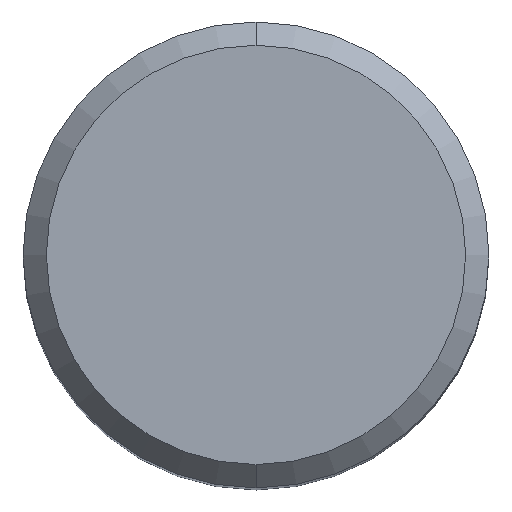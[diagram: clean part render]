
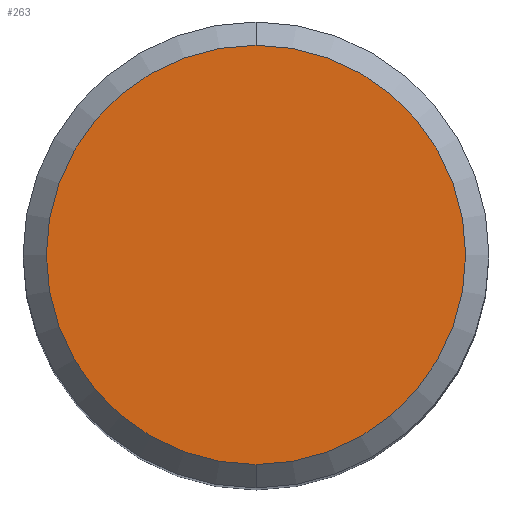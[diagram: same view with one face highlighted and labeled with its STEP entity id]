
A CAD part, top view. The second image highlights one B-rep face of the part: STEP entity #263.
In plain terms, the highlighted planar face has unit normal (0, 0, 1).
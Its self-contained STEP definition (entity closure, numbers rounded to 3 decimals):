
#223=EDGE_CURVE('',#321,#311,#528,.T.);
#263=ADVANCED_FACE('',(#572),#573,.T.);
#265=EDGE_CURVE('',#311,#321,#575,.T.);
#311=VERTEX_POINT('',#625);
#321=VERTEX_POINT('',#637);
#528=CIRCLE('',#931,7.2);
#572=FACE_OUTER_BOUND('',#1005,.T.);
#573=PLANE('',#1006);
#575=CIRCLE('',#1009,7.2);
#625=CARTESIAN_POINT('',(0.0,7.2,0.0));
#637=CARTESIAN_POINT('',(0.,-7.2,0.0));
#931=AXIS2_PLACEMENT_3D('',#1540,#1541,#1542);
#1005=EDGE_LOOP('',(#1596,#1597));
#1006=AXIS2_PLACEMENT_3D('',#1598,#1599,#1600);
#1009=AXIS2_PLACEMENT_3D('',#1601,#1602,#1603);
#1540=CARTESIAN_POINT('',(0.0,0.0,0.0));
#1541=DIRECTION('',(0.0,0.0,-1.0));
#1542=DIRECTION('',(0.0,1.0,0.0));
#1596=ORIENTED_EDGE('',*,*,#265,.F.);
#1597=ORIENTED_EDGE('',*,*,#223,.F.);
#1598=CARTESIAN_POINT('',(0.0,3.6,0.0));
#1599=DIRECTION('',(-0.0,0.0,1.0));
#1600=DIRECTION('',(0.0,-1.0,0.0));
#1601=CARTESIAN_POINT('',(0.0,0.0,0.0));
#1602=DIRECTION('',(0.0,0.0,-1.0));
#1603=DIRECTION('',(0.0,1.0,0.0));
